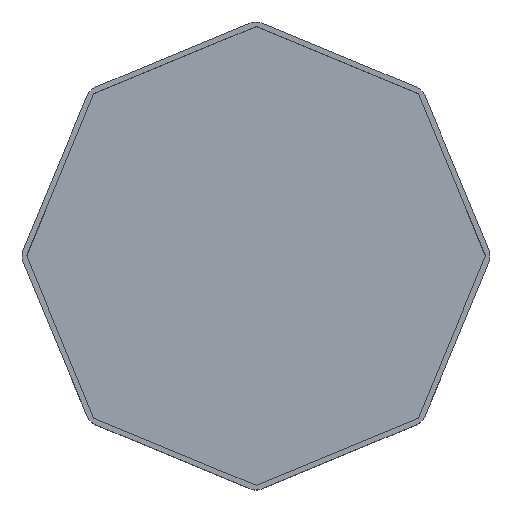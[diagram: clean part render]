
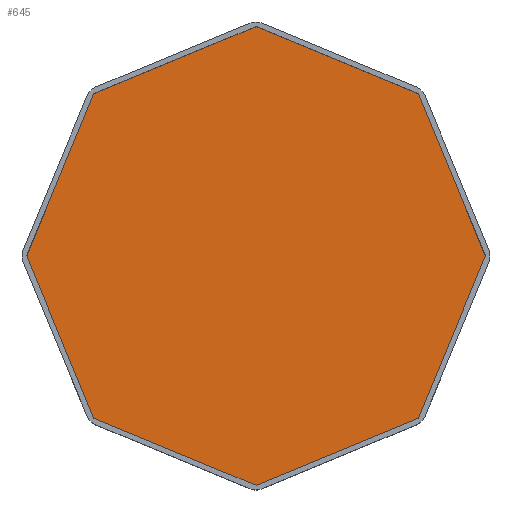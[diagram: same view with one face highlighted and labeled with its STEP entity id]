
A CAD part, top view. The second image highlights one B-rep face of the part: STEP entity #645.
In plain terms, the highlighted planar face has unit normal (0, 0, 1).
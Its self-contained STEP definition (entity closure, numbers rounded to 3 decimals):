
#22 = VERTEX_POINT ( 'NONE', #896 ) ;
#40 = CARTESIAN_POINT ( 'NONE',  ( -29.691, 30.232, 1. ) ) ;
#48 = EDGE_CURVE ( 'NONE', #746, #461, #341, .T. ) ;
#90 = ORIENTED_EDGE ( 'NONE', *, *, #376, .T. ) ;
#105 = CARTESIAN_POINT ( 'NONE',  ( -0.383, -42.372, 1. ) ) ;
#134 = CARTESIAN_POINT ( 'NONE',  ( -42.372, 0.383, 1. ) ) ;
#148 = AXIS2_PLACEMENT_3D ( 'NONE', #215, #550, #347 ) ;
#152 = CARTESIAN_POINT ( 'NONE',  ( 29.849, 29.849, 1. ) ) ;
#160 = CARTESIAN_POINT ( 'NONE',  ( -42.213, 0., 1. ) ) ;
#162 = DIRECTION ( 'NONE',  ( -0.383, 0.924, 0. ) ) ;
#187 = VECTOR ( 'NONE', #880, 1000. ) ;
#191 = EDGE_CURVE ( 'NONE', #806, #22, #433, .T. ) ;
#206 = LINE ( 'NONE', #484, #463 ) ;
#209 = DIRECTION ( 'NONE',  ( -0.924, 0.383, 0. ) ) ;
#215 = CARTESIAN_POINT ( 'NONE',  ( 0., 0., 1. ) ) ;
#217 = ORIENTED_EDGE ( 'NONE', *, *, #48, .T. ) ;
#260 = VERTEX_POINT ( 'NONE', #851 ) ;
#276 = FACE_OUTER_BOUND ( 'NONE', #594, .T. ) ;
#288 = ORIENTED_EDGE ( 'NONE', *, *, #874, .T. ) ;
#291 = VERTEX_POINT ( 'NONE', #840 ) ;
#293 = EDGE_CURVE ( 'NONE', #22, #465, #206, .T. ) ;
#303 = CARTESIAN_POINT ( 'NONE',  ( 0., -42.213, 1. ) ) ;
#307 = ORIENTED_EDGE ( 'NONE', *, *, #191, .T. ) ;
#328 = VECTOR ( 'NONE', #900, 1000. ) ;
#333 = EDGE_CURVE ( 'NONE', #291, #777, #597, .T. ) ;
#341 = LINE ( 'NONE', #761, #328 ) ;
#347 = DIRECTION ( 'NONE',  ( 1., 0., 0. ) ) ;
#358 = DIRECTION ( 'NONE',  ( 0.383, -0.924, 0. ) ) ;
#376 = EDGE_CURVE ( 'NONE', #465, #260, #512, .T. ) ;
#400 = VECTOR ( 'NONE', #209, 1000. ) ;
#433 = LINE ( 'NONE', #134, #537 ) ;
#461 = VERTEX_POINT ( 'NONE', #584 ) ;
#463 = VECTOR ( 'NONE', #553, 1000. ) ;
#465 = VERTEX_POINT ( 'NONE', #303 ) ;
#472 = DIRECTION ( 'NONE',  ( -0.383, -0.924, 0. ) ) ;
#478 = PLANE ( 'NONE',  #148 ) ;
#484 = CARTESIAN_POINT ( 'NONE',  ( -30.232, -29.691, 1. ) ) ;
#511 = EDGE_CURVE ( 'NONE', #461, #806, #902, .T. ) ;
#512 = LINE ( 'NONE', #105, #187 ) ;
#517 = ORIENTED_EDGE ( 'NONE', *, *, #631, .T. ) ;
#537 = VECTOR ( 'NONE', #358, 1000. ) ;
#550 = DIRECTION ( 'NONE',  ( 0., 0., 1. ) ) ;
#553 = DIRECTION ( 'NONE',  ( 0.924, -0.383, 0. ) ) ;
#584 = CARTESIAN_POINT ( 'NONE',  ( -29.849, 29.849, 1. ) ) ;
#594 = EDGE_LOOP ( 'NONE', ( #288, #737, #517, #217, #740, #307, #754, #90 ) ) ;
#597 = LINE ( 'NONE', #885, #612 ) ;
#601 = LINE ( 'NONE', #670, #844 ) ;
#612 = VECTOR ( 'NONE', #162, 1000. ) ;
#631 = EDGE_CURVE ( 'NONE', #777, #746, #906, .T. ) ;
#645 = ADVANCED_FACE ( 'NONE', ( #276 ), #478, .T. ) ;
#670 = CARTESIAN_POINT ( 'NONE',  ( 29.691, -30.232, 1. ) ) ;
#737 = ORIENTED_EDGE ( 'NONE', *, *, #333, .T. ) ;
#740 = ORIENTED_EDGE ( 'NONE', *, *, #511, .T. ) ;
#746 = VERTEX_POINT ( 'NONE', #911 ) ;
#754 = ORIENTED_EDGE ( 'NONE', *, *, #293, .T. ) ;
#761 = CARTESIAN_POINT ( 'NONE',  ( 0.383, 42.372, 1. ) ) ;
#777 = VERTEX_POINT ( 'NONE', #152 ) ;
#806 = VERTEX_POINT ( 'NONE', #160 ) ;
#813 = DIRECTION ( 'NONE',  ( 0.383, 0.924, 0. ) ) ;
#840 = CARTESIAN_POINT ( 'NONE',  ( 42.213, 0., 1. ) ) ;
#844 = VECTOR ( 'NONE', #813, 1000. ) ;
#846 = CARTESIAN_POINT ( 'NONE',  ( 30.232, 29.691, 1. ) ) ;
#851 = CARTESIAN_POINT ( 'NONE',  ( 29.849, -29.849, 1. ) ) ;
#871 = VECTOR ( 'NONE', #472, 1000. ) ;
#874 = EDGE_CURVE ( 'NONE', #260, #291, #601, .T. ) ;
#880 = DIRECTION ( 'NONE',  ( 0.924, 0.383, 0. ) ) ;
#885 = CARTESIAN_POINT ( 'NONE',  ( 42.372, -0.383, 1. ) ) ;
#896 = CARTESIAN_POINT ( 'NONE',  ( -29.849, -29.849, 1. ) ) ;
#900 = DIRECTION ( 'NONE',  ( -0.924, -0.383, 0. ) ) ;
#902 = LINE ( 'NONE', #40, #871 ) ;
#906 = LINE ( 'NONE', #846, #400 ) ;
#911 = CARTESIAN_POINT ( 'NONE',  ( 0., 42.213, 1. ) ) ;
